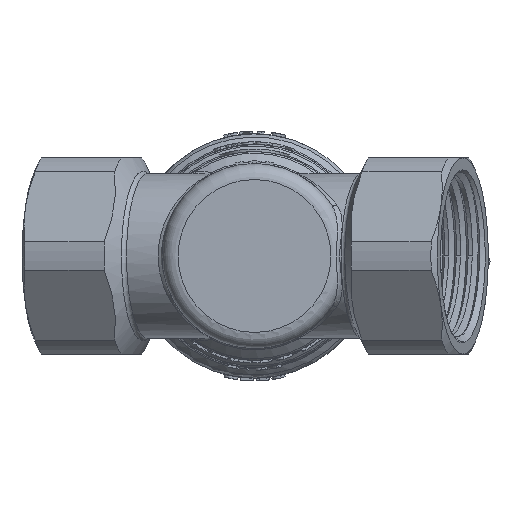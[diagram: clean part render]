
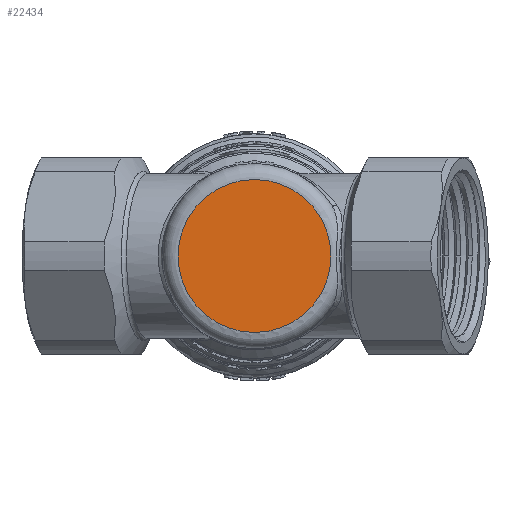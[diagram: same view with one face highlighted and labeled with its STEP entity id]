
A CAD part, front view. The second image highlights one B-rep face of the part: STEP entity #22434.
In plain terms, the highlighted planar face has unit normal (0, -1, 0).
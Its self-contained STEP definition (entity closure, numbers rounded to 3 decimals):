
#128=PLANE('',#24101);
#1817=FACE_OUTER_BOUND('',#3192,.T.);
#3192=EDGE_LOOP('',(#15807));
#4607=CIRCLE('',#23932,14.4);
#9456=VERTEX_POINT('',#36846);
#11820=EDGE_CURVE('',#9456,#9456,#4607,.T.);
#15807=ORIENTED_EDGE('',*,*,#11820,.T.);
#22434=ADVANCED_FACE('',(#1817),#128,.T.);
#23932=AXIS2_PLACEMENT_3D('',#36847,#26047,#26048);
#24101=AXIS2_PLACEMENT_3D('',#44140,#26453,#26454);
#26047=DIRECTION('center_axis',(0.,-1.,0.));
#26048=DIRECTION('ref_axis',(1.,0.,0.));
#26453=DIRECTION('center_axis',(0.,-1.,0.));
#26454=DIRECTION('ref_axis',(1.,0.,0.));
#36846=CARTESIAN_POINT('',(-14.4,0.,0.));
#36847=CARTESIAN_POINT('Origin',(0.,0.,
0.));
#44140=CARTESIAN_POINT('Origin',(14.4,0.,0.));
